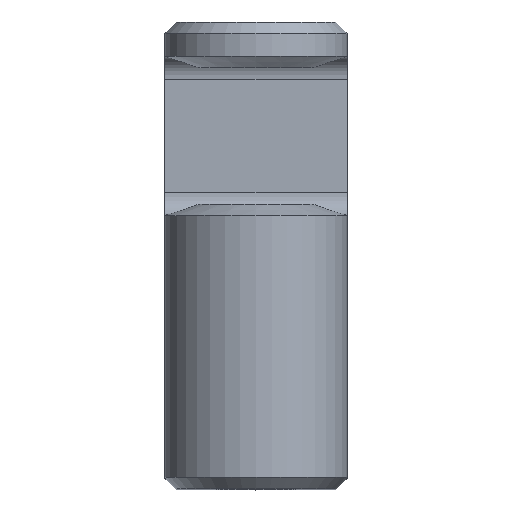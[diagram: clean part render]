
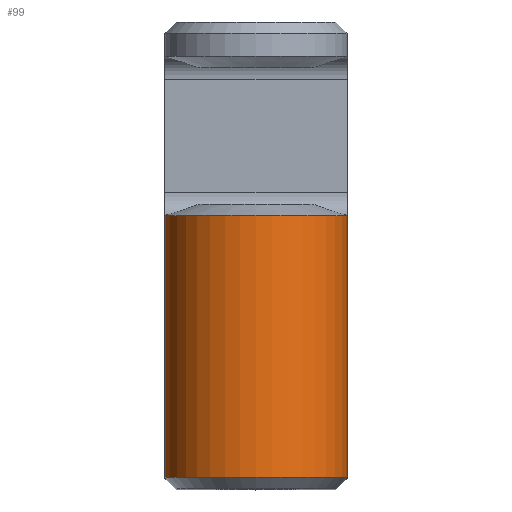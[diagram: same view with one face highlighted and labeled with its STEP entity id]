
A CAD part, top view. The second image highlights one B-rep face of the part: STEP entity #99.
In plain terms, the highlighted cylindrical face has radius 4 mm (diameter 8 mm), a partial arc.
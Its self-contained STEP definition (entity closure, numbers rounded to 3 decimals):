
#58=CYLINDRICAL_SURFACE('',#892,4.);
#99=ADVANCED_FACE('',(#171),#58,.T.);
#171=FACE_OUTER_BOUND('',#212,.T.);
#212=EDGE_LOOP('',(#360,#361,#362,#363));
#279=CIRCLE('',#890,4.);
#280=CIRCLE('',#891,4.);
#360=ORIENTED_EDGE('',*,*,#613,.F.);
#361=ORIENTED_EDGE('',*,*,#646,.T.);
#362=ORIENTED_EDGE('',*,*,#607,.F.);
#363=ORIENTED_EDGE('',*,*,#647,.T.);
#537=VERTEX_POINT('',#1227);
#538=VERTEX_POINT('',#1229);
#543=VERTEX_POINT('',#1240);
#544=VERTEX_POINT('',#1242);
#607=EDGE_CURVE('',#537,#538,#715,.T.);
#613=EDGE_CURVE('',#543,#544,#720,.T.);
#646=EDGE_CURVE('',#543,#538,#279,.T.);
#647=EDGE_CURVE('',#537,#544,#280,.T.);
#715=LINE('',#1228,#785);
#720=LINE('',#1241,#790);
#785=VECTOR('',#970,1.);
#790=VECTOR('',#979,1.);
#890=AXIS2_PLACEMENT_3D('',#1307,#1043,#1044);
#891=AXIS2_PLACEMENT_3D('',#1308,#1045,#1046);
#892=AXIS2_PLACEMENT_3D('',#1309,#1047,#1048);
#970=DIRECTION('',(0.,-1.,0.));
#979=DIRECTION('',(0.,1.,0.));
#1043=DIRECTION('',(0.,1.,0.));
#1044=DIRECTION('',(0.,0.,1.));
#1045=DIRECTION('',(0.,-1.,0.));
#1046=DIRECTION('',(0.,0.,1.));
#1047=DIRECTION('',(0.,-1.,0.));
#1048=DIRECTION('',(0.,0.,-1.));
#1227=CARTESIAN_POINT('',(4.,5.,0.));
#1228=CARTESIAN_POINT('',(4.,-7.,0.));
#1229=CARTESIAN_POINT('',(4.,-6.5,0.));
#1240=CARTESIAN_POINT('',(-4.,-6.5,0.));
#1241=CARTESIAN_POINT('',(-4.,0.,0.));
#1242=CARTESIAN_POINT('',(-4.,5.,0.));
#1307=CARTESIAN_POINT('',(0.,-6.5,0.));
#1308=CARTESIAN_POINT('',(0.,5.,0.));
#1309=CARTESIAN_POINT('',(0.,13.5,0.));
